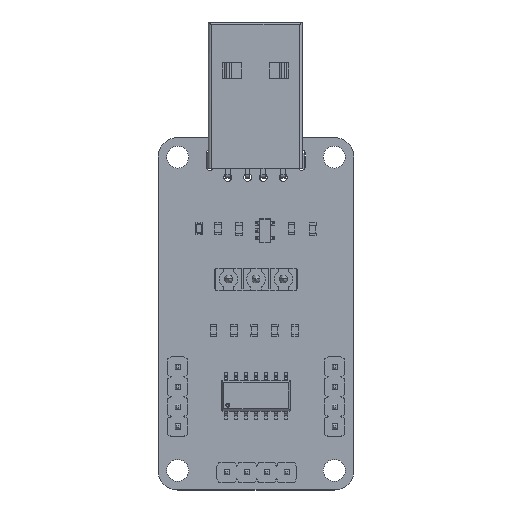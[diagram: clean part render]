
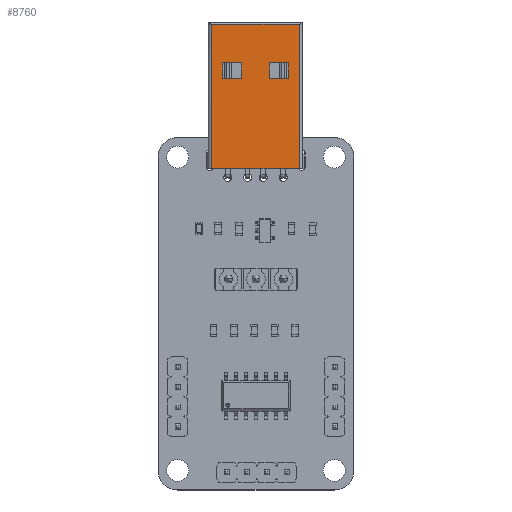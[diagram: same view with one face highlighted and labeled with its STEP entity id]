
A CAD part, top view. The second image highlights one B-rep face of the part: STEP entity #8760.
In plain terms, the highlighted face is planar.
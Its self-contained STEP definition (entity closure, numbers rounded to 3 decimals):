
#6020 = VERTEX_POINT('',#6021);
#6021 = CARTESIAN_POINT('',(1.75,4.5,-5.2));
#6027 = EDGE_CURVE('',#6028,#6020,#6030,.T.);
#6028 = VERTEX_POINT('',#6029);
#6029 = CARTESIAN_POINT('',(4.25,4.5,-5.2));
#6030 = LINE('',#6031,#6032);
#6031 = CARTESIAN_POINT('',(5.,4.5,-5.2));
#6032 = VECTOR('',#6033,1.);
#6033 = DIRECTION('',(-1.,0.,0.));
#6075 = EDGE_CURVE('',#6076,#6028,#6078,.T.);
#6076 = VERTEX_POINT('',#6077);
#6077 = CARTESIAN_POINT('',(4.25,4.5,-7.2));
#6078 = LINE('',#6079,#6080);
#6079 = CARTESIAN_POINT('',(4.25,4.5,-12.45));
#6080 = VECTOR('',#6081,1.);
#6081 = DIRECTION('',(0.,0.,1.));
#6106 = EDGE_CURVE('',#6107,#6076,#6109,.T.);
#6107 = VERTEX_POINT('',#6108);
#6108 = CARTESIAN_POINT('',(1.75,4.5,-7.2));
#6109 = LINE('',#6110,#6111);
#6110 = CARTESIAN_POINT('',(5.,4.5,-7.2));
#6111 = VECTOR('',#6112,1.);
#6112 = DIRECTION('',(1.,0.,0.));
#6135 = EDGE_CURVE('',#6020,#6107,#6136,.T.);
#6136 = LINE('',#6137,#6138);
#6137 = CARTESIAN_POINT('',(1.75,4.5,-12.45));
#6138 = VECTOR('',#6139,1.);
#6139 = DIRECTION('',(0.,0.,-1.));
#6185 = VERTEX_POINT('',#6186);
#6186 = CARTESIAN_POINT('',(-4.25,4.5,-5.2));
#6192 = EDGE_CURVE('',#6193,#6185,#6195,.T.);
#6193 = VERTEX_POINT('',#6194);
#6194 = CARTESIAN_POINT('',(-1.75,4.5,-5.2));
#6195 = LINE('',#6196,#6197);
#6196 = CARTESIAN_POINT('',(2.,4.5,-5.2));
#6197 = VECTOR('',#6198,1.);
#6198 = DIRECTION('',(-1.,0.,0.));
#6240 = EDGE_CURVE('',#6241,#6193,#6243,.T.);
#6241 = VERTEX_POINT('',#6242);
#6242 = CARTESIAN_POINT('',(-1.75,4.5,-7.2));
#6243 = LINE('',#6244,#6245);
#6244 = CARTESIAN_POINT('',(-1.75,4.5,-12.45));
#6245 = VECTOR('',#6246,1.);
#6246 = DIRECTION('',(0.,0.,1.));
#6271 = EDGE_CURVE('',#6272,#6241,#6274,.T.);
#6272 = VERTEX_POINT('',#6273);
#6273 = CARTESIAN_POINT('',(-4.25,4.5,-7.2));
#6274 = LINE('',#6275,#6276);
#6275 = CARTESIAN_POINT('',(2.,4.5,-7.2));
#6276 = VECTOR('',#6277,1.);
#6277 = DIRECTION('',(1.,0.,0.));
#6300 = EDGE_CURVE('',#6185,#6272,#6301,.T.);
#6301 = LINE('',#6302,#6303);
#6302 = CARTESIAN_POINT('',(-4.25,4.5,-12.45));
#6303 = VECTOR('',#6304,1.);
#6304 = DIRECTION('',(0.,0.,-1.));
#7305 = VERTEX_POINT('',#7306);
#7306 = CARTESIAN_POINT('',(-5.597,4.5,-18.7));
#7312 = EDGE_CURVE('',#7313,#7305,#7315,.T.);
#7313 = VERTEX_POINT('',#7314);
#7314 = CARTESIAN_POINT('',(5.597,4.5,-18.7));
#7315 = LINE('',#7316,#7317);
#7316 = CARTESIAN_POINT('',(7.,4.5,-18.7));
#7317 = VECTOR('',#7318,1.);
#7318 = DIRECTION('',(-1.,0.,0.));
#7979 = VERTEX_POINT('',#7980);
#7980 = CARTESIAN_POINT('',(-5.597,4.5,-0.298));
#7986 = EDGE_CURVE('',#7979,#7305,#7987,.T.);
#7987 = LINE('',#7988,#7989);
#7988 = CARTESIAN_POINT('',(-5.597,4.5,-19.2));
#7989 = VECTOR('',#7990,1.);
#7990 = DIRECTION('',(0.,0.,-1.));
#8444 = VERTEX_POINT('',#8445);
#8445 = CARTESIAN_POINT('',(5.597,4.5,-0.298));
#8453 = EDGE_CURVE('',#7313,#8444,#8454,.T.);
#8454 = LINE('',#8455,#8456);
#8455 = CARTESIAN_POINT('',(5.597,4.5,-19.2));
#8456 = VECTOR('',#8457,1.);
#8457 = DIRECTION('',(0.,0.,1.));
#8760 = ADVANCED_FACE('',(#8761,#8767,#8773),#8784,.T.);
#8761 = FACE_BOUND('',#8762,.T.);
#8762 = EDGE_LOOP('',(#8763,#8764,#8765,#8766));
#8763 = ORIENTED_EDGE('',*,*,#6106,.T.);
#8764 = ORIENTED_EDGE('',*,*,#6075,.T.);
#8765 = ORIENTED_EDGE('',*,*,#6027,.T.);
#8766 = ORIENTED_EDGE('',*,*,#6135,.T.);
#8767 = FACE_BOUND('',#8768,.T.);
#8768 = EDGE_LOOP('',(#8769,#8770,#8771,#8772));
#8769 = ORIENTED_EDGE('',*,*,#6271,.T.);
#8770 = ORIENTED_EDGE('',*,*,#6240,.T.);
#8771 = ORIENTED_EDGE('',*,*,#6192,.T.);
#8772 = ORIENTED_EDGE('',*,*,#6300,.T.);
#8773 = FACE_BOUND('',#8774,.T.);
#8774 = EDGE_LOOP('',(#8775,#8776,#8782,#8783));
#8775 = ORIENTED_EDGE('',*,*,#7986,.F.);
#8776 = ORIENTED_EDGE('',*,*,#8777,.F.);
#8777 = EDGE_CURVE('',#8444,#7979,#8778,.T.);
#8778 = LINE('',#8779,#8780);
#8779 = CARTESIAN_POINT('',(7.,4.5,-0.298));
#8780 = VECTOR('',#8781,1.);
#8781 = DIRECTION('',(-1.,0.,0.));
#8782 = ORIENTED_EDGE('',*,*,#8453,.F.);
#8783 = ORIENTED_EDGE('',*,*,#7312,.T.);
#8784 = PLANE('',#8785);
#8785 = AXIS2_PLACEMENT_3D('',#8786,#8787,#8788);
#8786 = CARTESIAN_POINT('',(7.,4.5,-18.7));
#8787 = DIRECTION('',(0.,1.,0.));
#8788 = DIRECTION('',(0.,0.,-1.));
